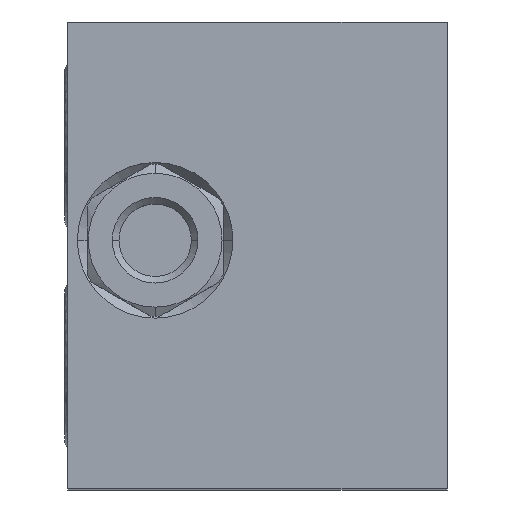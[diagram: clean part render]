
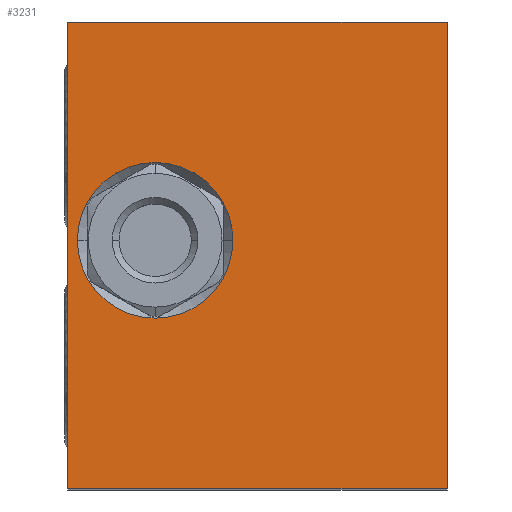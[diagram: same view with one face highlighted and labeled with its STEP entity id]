
A CAD part, top view. The second image highlights one B-rep face of the part: STEP entity #3231.
In plain terms, the highlighted planar face has unit normal (0, 0, 1).
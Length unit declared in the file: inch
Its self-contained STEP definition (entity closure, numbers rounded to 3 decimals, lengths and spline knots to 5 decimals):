
#183=DIRECTION('',(0.,-1.,0.));
#184=VECTOR('',#183,3.);
#185=CARTESIAN_POINT('',(0.,0.,4.));
#186=LINE('',#185,#184);
#187=DIRECTION('',(-1.,0.,0.));
#188=VECTOR('',#187,2.438);
#189=CARTESIAN_POINT('',(2.438,0.,4.));
#190=LINE('',#189,#188);
#191=DIRECTION('',(0.,1.,0.));
#192=VECTOR('',#191,3.);
#193=CARTESIAN_POINT('',(2.438,-3.,4.));
#194=LINE('',#193,#192);
#195=DIRECTION('',(1.,0.,0.));
#196=VECTOR('',#195,2.438);
#197=CARTESIAN_POINT('',(0.,-3.,4.));
#198=LINE('',#197,#196);
#199=CARTESIAN_POINT('',(0.562,-1.403,4.));
#200=DIRECTION('',(0.,0.,-1.));
#201=DIRECTION('',(-1.,0.,0.));
#202=AXIS2_PLACEMENT_3D('',#199,#200,#201);
#204=CARTESIAN_POINT('',(0.562,-1.403,4.));
#205=DIRECTION('',(0.,0.,-1.));
#206=DIRECTION('',(1.,0.,0.));
#207=AXIS2_PLACEMENT_3D('',#204,#205,#206);
#2659=CARTESIAN_POINT('',(0.,0.,4.));
#2660=CARTESIAN_POINT('',(0.,-3.,4.));
#2661=VERTEX_POINT('',#2659);
#2662=VERTEX_POINT('',#2660);
#2663=CARTESIAN_POINT('',(2.438,-3.,4.));
#2664=VERTEX_POINT('',#2663);
#2665=CARTESIAN_POINT('',(2.438,0.,4.));
#2666=VERTEX_POINT('',#2665);
#3024=CARTESIAN_POINT('',(0.062,-1.403,4.));
#3025=VERTEX_POINT('',#3024);
#3026=CARTESIAN_POINT('',(1.062,-1.403,4.));
#3027=VERTEX_POINT('',#3026);
#3214=CARTESIAN_POINT('',(0.,0.,4.));
#3215=DIRECTION('',(0.,0.,1.));
#3216=DIRECTION('',(1.,0.,0.));
#3217=AXIS2_PLACEMENT_3D('',#3214,#3215,#3216);
#3218=PLANE('',#3217);
#3219=ORIENTED_EDGE('',*,*,#3076,.F.);
#3220=ORIENTED_EDGE('',*,*,#3127,.F.);
#3221=ORIENTED_EDGE('',*,*,#3147,.F.);
#3222=ORIENTED_EDGE('',*,*,#3202,.F.);
#3223=EDGE_LOOP('',(#3219,#3220,#3221,#3222));
#3224=FACE_OUTER_BOUND('',#3223,.F.);
#3226=ORIENTED_EDGE('',*,*,#3225,.F.);
#3228=ORIENTED_EDGE('',*,*,#3227,.F.);
#3229=EDGE_LOOP('',(#3226,#3228));
#3230=FACE_BOUND('',#3229,.F.);
#3231=ADVANCED_FACE('',(#3224,#3230),#3218,.T.);
#203=CIRCLE('',#202,0.5);
#208=CIRCLE('',#207,0.5);
#3076=EDGE_CURVE('',#2661,#2662,#186,.T.);
#3127=EDGE_CURVE('',#2666,#2661,#190,.T.);
#3147=EDGE_CURVE('',#2664,#2666,#194,.T.);
#3202=EDGE_CURVE('',#2662,#2664,#198,.T.);
#3225=EDGE_CURVE('',#3025,#3027,#203,.T.);
#3227=EDGE_CURVE('',#3027,#3025,#208,.T.);
